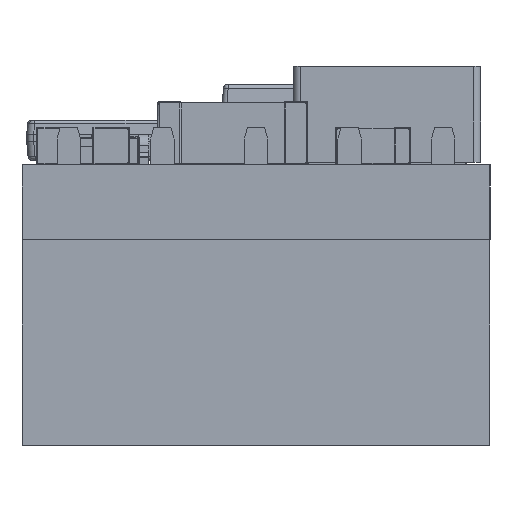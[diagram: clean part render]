
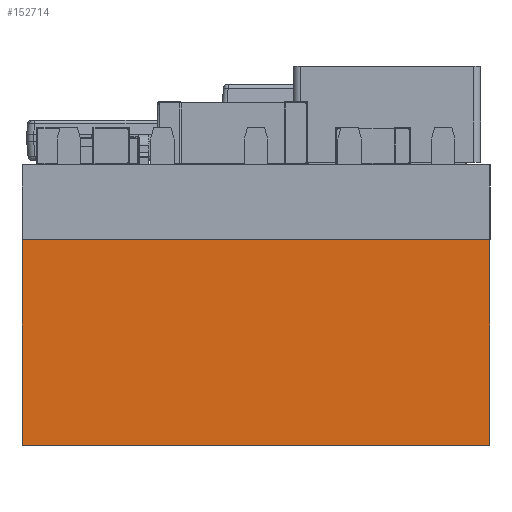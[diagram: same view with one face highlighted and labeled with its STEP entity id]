
A CAD part, left-side view. The second image highlights one B-rep face of the part: STEP entity #152714.
In plain terms, the highlighted face is planar.
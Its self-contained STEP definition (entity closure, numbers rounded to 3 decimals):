
#152714 = ADVANCED_FACE('',(#152715),#152729,.F.);
#152715 = FACE_BOUND('',#152716,.T.);
#152716 = EDGE_LOOP('',(#152717,#152752,#152780,#152808));
#152717 = ORIENTED_EDGE('',*,*,#152718,.T.);
#152718 = EDGE_CURVE('',#152719,#152721,#152723,.T.);
#152719 = VERTEX_POINT('',#152720);
#152720 = CARTESIAN_POINT('',(1.,0.,1.));
#152721 = VERTEX_POINT('',#152722);
#152722 = CARTESIAN_POINT('',(1.,0.,-9.));
#152723 = SURFACE_CURVE('',#152724,(#152728,#152740),.PCURVE_S1.);
#152724 = LINE('',#152725,#152726);
#152725 = CARTESIAN_POINT('',(1.,0.,1.));
#152726 = VECTOR('',#152727,1.);
#152727 = DIRECTION('',(-0.,-0.,-1.));
#152728 = PCURVE('',#152729,#152734);
#152729 = PLANE('',#152730);
#152730 = AXIS2_PLACEMENT_3D('',#152731,#152732,#152733);
#152731 = CARTESIAN_POINT('',(1.,0.,1.));
#152732 = DIRECTION('',(-1.,0.,0.));
#152733 = DIRECTION('',(0.,0.,1.));
#152734 = DEFINITIONAL_REPRESENTATION('',(#152735),#152739);
#152735 = LINE('',#152736,#152737);
#152736 = CARTESIAN_POINT('',(0.,0.));
#152737 = VECTOR('',#152738,1.);
#152738 = DIRECTION('',(-1.,0.));
#152739 = ( GEOMETRIC_REPRESENTATION_CONTEXT(2) 
PARAMETRIC_REPRESENTATION_CONTEXT() REPRESENTATION_CONTEXT('2D SPACE',''
  ) );
#152740 = PCURVE('',#152741,#152746);
#152741 = PLANE('',#152742);
#152742 = AXIS2_PLACEMENT_3D('',#152743,#152744,#152745);
#152743 = CARTESIAN_POINT('',(0.6,0.,1.));
#152744 = DIRECTION('',(0.,1.,-0.));
#152745 = DIRECTION('',(-1.,0.,0.));
#152746 = DEFINITIONAL_REPRESENTATION('',(#152747),#152751);
#152747 = LINE('',#152748,#152749);
#152748 = CARTESIAN_POINT('',(-0.4,0.));
#152749 = VECTOR('',#152750,1.);
#152750 = DIRECTION('',(0.,-1.));
#152751 = ( GEOMETRIC_REPRESENTATION_CONTEXT(2) 
PARAMETRIC_REPRESENTATION_CONTEXT() REPRESENTATION_CONTEXT('2D SPACE',''
  ) );
#152752 = ORIENTED_EDGE('',*,*,#152753,.T.);
#152753 = EDGE_CURVE('',#152721,#152754,#152756,.T.);
#152754 = VERTEX_POINT('',#152755);
#152755 = CARTESIAN_POINT('',(1.,4.4,-9.));
#152756 = SURFACE_CURVE('',#152757,(#152761,#152768),.PCURVE_S1.);
#152757 = LINE('',#152758,#152759);
#152758 = CARTESIAN_POINT('',(1.,0.,-9.));
#152759 = VECTOR('',#152760,1.);
#152760 = DIRECTION('',(0.,1.,0.));
#152761 = PCURVE('',#152729,#152762);
#152762 = DEFINITIONAL_REPRESENTATION('',(#152763),#152767);
#152763 = LINE('',#152764,#152765);
#152764 = CARTESIAN_POINT('',(-10.,0.));
#152765 = VECTOR('',#152766,1.);
#152766 = DIRECTION('',(0.,1.));
#152767 = ( GEOMETRIC_REPRESENTATION_CONTEXT(2) 
PARAMETRIC_REPRESENTATION_CONTEXT() REPRESENTATION_CONTEXT('2D SPACE',''
  ) );
#152768 = PCURVE('',#152769,#152774);
#152769 = PLANE('',#152770);
#152770 = AXIS2_PLACEMENT_3D('',#152771,#152772,#152773);
#152771 = CARTESIAN_POINT('',(0.,0.,-9.));
#152772 = DIRECTION('',(0.,0.,-1.));
#152773 = DIRECTION('',(-1.,0.,-0.));
#152774 = DEFINITIONAL_REPRESENTATION('',(#152775),#152779);
#152775 = LINE('',#152776,#152777);
#152776 = CARTESIAN_POINT('',(-1.,0.));
#152777 = VECTOR('',#152778,1.);
#152778 = DIRECTION('',(0.,1.));
#152779 = ( GEOMETRIC_REPRESENTATION_CONTEXT(2) 
PARAMETRIC_REPRESENTATION_CONTEXT() REPRESENTATION_CONTEXT('2D SPACE',''
  ) );
#152780 = ORIENTED_EDGE('',*,*,#152781,.F.);
#152781 = EDGE_CURVE('',#152782,#152754,#152784,.T.);
#152782 = VERTEX_POINT('',#152783);
#152783 = CARTESIAN_POINT('',(1.,4.4,1.));
#152784 = SURFACE_CURVE('',#152785,(#152789,#152796),.PCURVE_S1.);
#152785 = LINE('',#152786,#152787);
#152786 = CARTESIAN_POINT('',(1.,4.4,1.));
#152787 = VECTOR('',#152788,1.);
#152788 = DIRECTION('',(-0.,-0.,-1.));
#152789 = PCURVE('',#152729,#152790);
#152790 = DEFINITIONAL_REPRESENTATION('',(#152791),#152795);
#152791 = LINE('',#152792,#152793);
#152792 = CARTESIAN_POINT('',(0.,4.4));
#152793 = VECTOR('',#152794,1.);
#152794 = DIRECTION('',(-1.,0.));
#152795 = ( GEOMETRIC_REPRESENTATION_CONTEXT(2) 
PARAMETRIC_REPRESENTATION_CONTEXT() REPRESENTATION_CONTEXT('2D SPACE',''
  ) );
#152796 = PCURVE('',#152797,#152802);
#152797 = PLANE('',#152798);
#152798 = AXIS2_PLACEMENT_3D('',#152799,#152800,#152801);
#152799 = CARTESIAN_POINT('',(-1.,4.4,1.));
#152800 = DIRECTION('',(0.,-1.,0.));
#152801 = DIRECTION('',(0.,-0.,-1.));
#152802 = DEFINITIONAL_REPRESENTATION('',(#152803),#152807);
#152803 = LINE('',#152804,#152805);
#152804 = CARTESIAN_POINT('',(0.,2.));
#152805 = VECTOR('',#152806,1.);
#152806 = DIRECTION('',(1.,0.));
#152807 = ( GEOMETRIC_REPRESENTATION_CONTEXT(2) 
PARAMETRIC_REPRESENTATION_CONTEXT() REPRESENTATION_CONTEXT('2D SPACE',''
  ) );
#152808 = ORIENTED_EDGE('',*,*,#152809,.F.);
#152809 = EDGE_CURVE('',#152719,#152782,#152810,.T.);
#152810 = SURFACE_CURVE('',#152811,(#152815,#152822),.PCURVE_S1.);
#152811 = LINE('',#152812,#152813);
#152812 = CARTESIAN_POINT('',(1.,0.,1.));
#152813 = VECTOR('',#152814,1.);
#152814 = DIRECTION('',(0.,1.,0.));
#152815 = PCURVE('',#152729,#152816);
#152816 = DEFINITIONAL_REPRESENTATION('',(#152817),#152821);
#152817 = LINE('',#152818,#152819);
#152818 = CARTESIAN_POINT('',(0.,0.));
#152819 = VECTOR('',#152820,1.);
#152820 = DIRECTION('',(0.,1.));
#152821 = ( GEOMETRIC_REPRESENTATION_CONTEXT(2) 
PARAMETRIC_REPRESENTATION_CONTEXT() REPRESENTATION_CONTEXT('2D SPACE',''
  ) );
#152822 = PCURVE('',#152823,#152828);
#152823 = PLANE('',#152824);
#152824 = AXIS2_PLACEMENT_3D('',#152825,#152826,#152827);
#152825 = CARTESIAN_POINT('',(0.,0.,1.));
#152826 = DIRECTION('',(0.,0.,-1.));
#152827 = DIRECTION('',(-1.,0.,-0.));
#152828 = DEFINITIONAL_REPRESENTATION('',(#152829),#152833);
#152829 = LINE('',#152830,#152831);
#152830 = CARTESIAN_POINT('',(-1.,0.));
#152831 = VECTOR('',#152832,1.);
#152832 = DIRECTION('',(0.,1.));
#152833 = ( GEOMETRIC_REPRESENTATION_CONTEXT(2) 
PARAMETRIC_REPRESENTATION_CONTEXT() REPRESENTATION_CONTEXT('2D SPACE',''
  ) );
